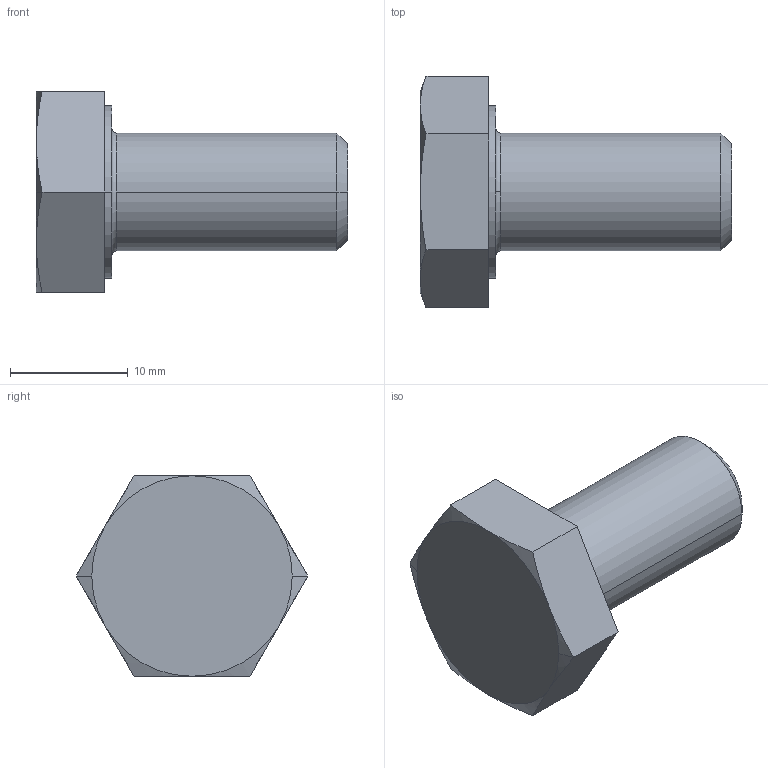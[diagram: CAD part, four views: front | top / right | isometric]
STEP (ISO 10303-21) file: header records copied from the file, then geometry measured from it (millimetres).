
FILE_DESCRIPTION(('STEP AP214'),'1');
FILE_NAME('th10x20efa2.stp','2017-12-15T19:27:31',('TraceParts'),('TraceParts S.A.'),'Spatial InterOp 3D',' ',' ');
FILE_SCHEMA(('automotive_design'));
Length unit declared in the file: millimetre
Products named in the file (1): th10x20efa2
Bounding box: 26.4 x 19.63 x 17 mm (x, y, z)
Volume: 3108.5 mm3; surface area: 1466.5 mm2
Topology: 1 solids, 1 shells, 26 faces, 56 edges, 34 vertices
Faces by surface type: cone 10, plane 10, cylinder 4, torus 2
Entity records: 924 total; most frequent: CARTESIAN_POINT 141, DIRECTION 122, ORIENTED_EDGE 112, EDGE_CURVE 56, AXIS2_PLACEMENT_3D 51, VERTEX_POINT 34, EDGE_LOOP 28, STYLED_ITEM 27
